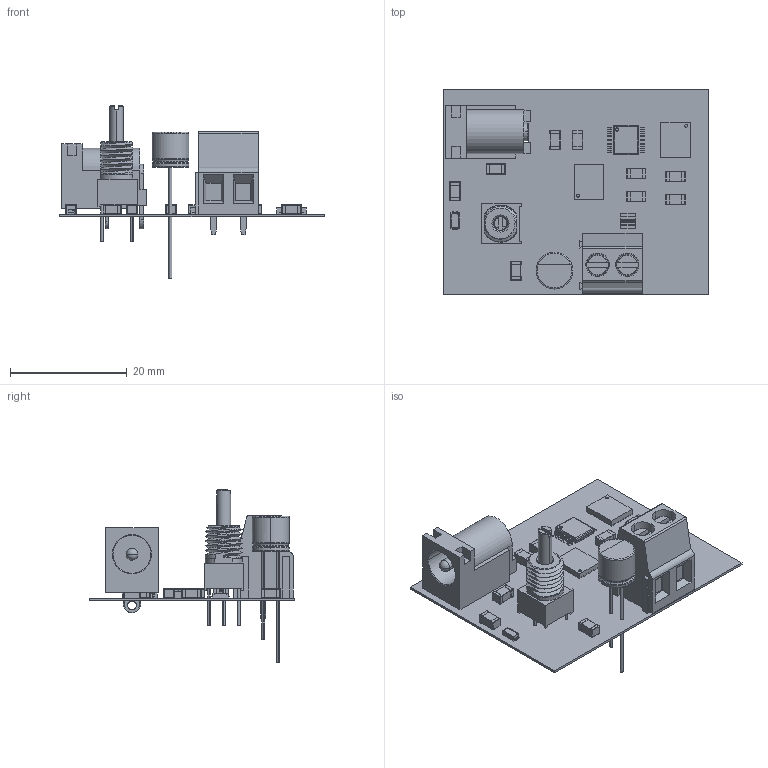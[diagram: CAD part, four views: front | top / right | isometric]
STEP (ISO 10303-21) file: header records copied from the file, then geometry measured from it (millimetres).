
FILE_DESCRIPTION(('Open CASCADE Model'),'2;1');
FILE_NAME('Open CASCADE Shape Model','2021-09-06T03:14:58',('Author'),( 'Open CASCADE'),'Open CASCADE STEP processor 6.8','Open CASCADE 6.8' ,'Unknown');
FILE_SCHEMA(('AUTOMOTIVE_DESIGN { 1 0 10303 214 1 1 1 1 }'));
Products named in the file (1): PCB
Bounding box: 45.21 x 35.05 x 29.56 mm (x, y, z)
Volume: 2220.1 mm3; surface area: 6977.3 mm2
Topology: 76 solids, 521 shells, 1746 faces, 5388 edges, 4162 vertices
Faces by surface type: plane 891, cylinder 547, torus 178, sphere 74, cone 32, bspline 24
Full cylindrical faces by diameter (mm): 0.5 x5
Entity records: 67986 total; most frequent: CARTESIAN_POINT 15519, DIRECTION 10685, ORIENTED_EDGE 8410, EDGE_CURVE 5298, VERTEX_POINT 4162, AXIS2_PLACEMENT_3D 3799, LINE 3087, VECTOR 3087
